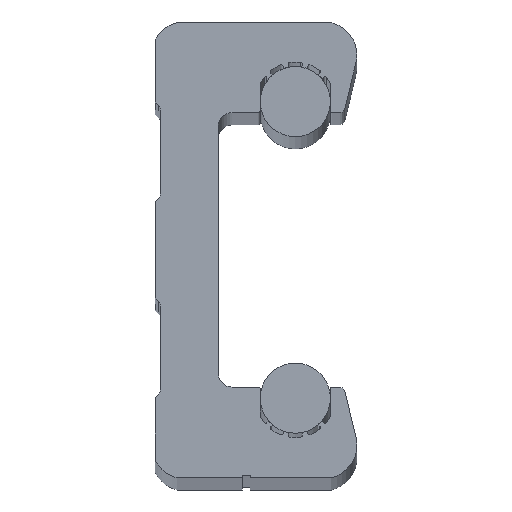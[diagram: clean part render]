
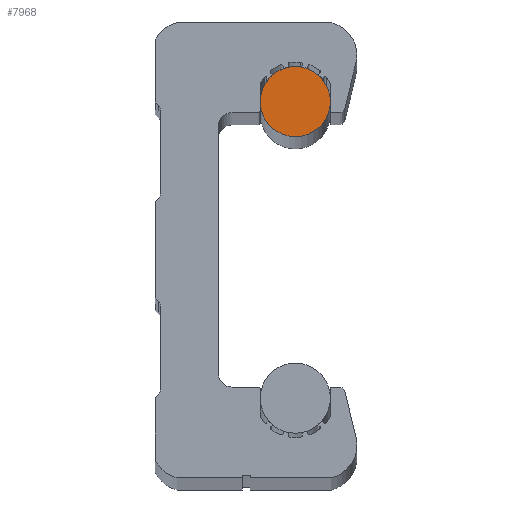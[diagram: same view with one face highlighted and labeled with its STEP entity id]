
A CAD part, top view. The second image highlights one B-rep face of the part: STEP entity #7968.
In plain terms, the highlighted planar face has unit normal (0, 0, 1).
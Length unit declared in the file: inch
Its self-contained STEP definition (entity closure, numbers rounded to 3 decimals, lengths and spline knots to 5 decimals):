
#473 = CIRCLE ( 'NONE', #2670, 0.19685 ) ;
#509 = DIRECTION ( 'NONE',  ( 0., 0., 1. ) ) ;
#790 = CARTESIAN_POINT ( 'NONE',  ( 0.98425, 0.83268, 0. ) ) ;
#1194 = CARTESIAN_POINT ( 'NONE',  ( 0.59055, 0.83268, 0. ) ) ;
#2131 = DIRECTION ( 'NONE',  ( 0., 0., 1. ) ) ;
#2160 = DIRECTION ( 'NONE',  ( 1., 0., 0. ) ) ;
#2332 = DIRECTION ( 'NONE',  ( 1., 0., 0. ) ) ;
#2424 = VERTEX_POINT ( 'NONE', #790 ) ;
#2670 = AXIS2_PLACEMENT_3D ( 'NONE', #6610, #4274, #2160 ) ;
#3298 = AXIS2_PLACEMENT_3D ( 'NONE', #8950, #2131, #2332 ) ;
#3733 = EDGE_CURVE ( 'NONE', #2424, #4366, #6858, .T. ) ;
#4274 = DIRECTION ( 'NONE',  ( 0., 0., 1. ) ) ;
#4366 = VERTEX_POINT ( 'NONE', #1194 ) ;
#4691 = ORIENTED_EDGE ( 'NONE', *, *, #3733, .T. ) ;
#4976 = PLANE ( 'NONE',  #9179 ) ;
#5087 = ORIENTED_EDGE ( 'NONE', *, *, #7929, .T. ) ;
#5736 = FACE_OUTER_BOUND ( 'NONE', #8934, .T. ) ;
#6467 = DIRECTION ( 'NONE',  ( 1., 0., 0. ) ) ;
#6610 = CARTESIAN_POINT ( 'NONE',  ( 0.7874, 0.83268, 0. ) ) ;
#6858 = CIRCLE ( 'NONE', #3298, 0.19685 ) ;
#7285 = CARTESIAN_POINT ( 'NONE',  ( 0., 0., 0. ) ) ;
#7929 = EDGE_CURVE ( 'NONE', #4366, #2424, #473, .T. ) ;
#7968 = ADVANCED_FACE ( 'NONE', ( #5736 ), #4976, .T. ) ;
#8934 = EDGE_LOOP ( 'NONE', ( #4691, #5087 ) ) ;
#8950 = CARTESIAN_POINT ( 'NONE',  ( 0.7874, 0.83268, 0. ) ) ;
#9179 = AXIS2_PLACEMENT_3D ( 'NONE', #7285, #509, #6467 ) ;
